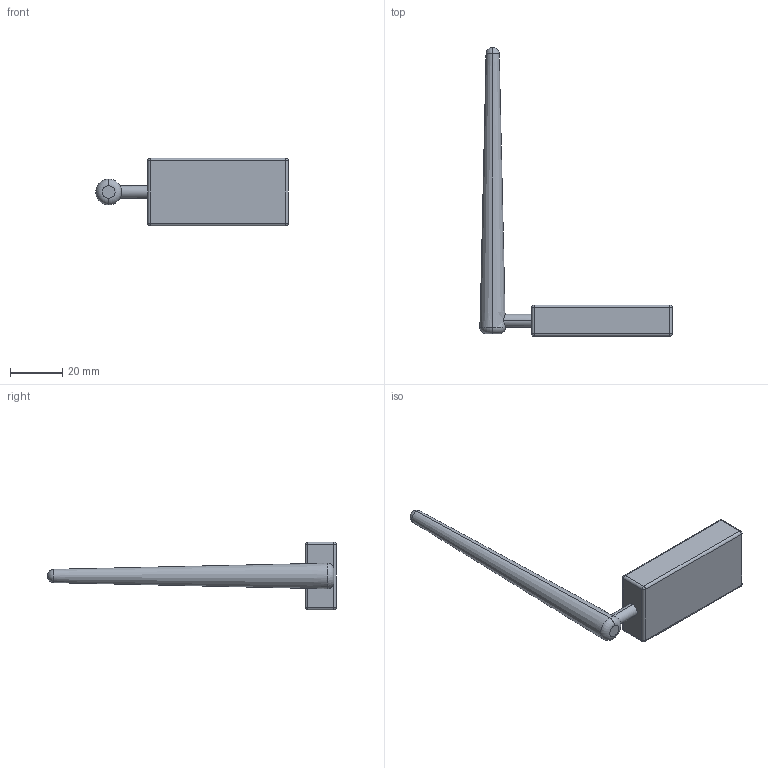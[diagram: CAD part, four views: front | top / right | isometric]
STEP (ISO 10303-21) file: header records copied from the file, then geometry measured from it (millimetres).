
FILE_DESCRIPTION (( 'STEP AP203' ), '1' );
FILE_NAME ('telemetry.STEP', '2022-07-07T03:51:46', ( '' ), ( '' ), 'SwSTEP 2.0', 'SolidWorks 2020', '' );
FILE_SCHEMA (( 'CONFIG_CONTROL_DESIGN' ));
Length unit declared in the file: millimetre
Products named in the file (1): telemetry
Bounding box: 73.94 x 111 x 26 mm (x, y, z)
Volume: 21934.6 mm3; surface area: 7363.6 mm2
Topology: 1 solids, 1 shells, 52 faces, 120 edges, 65 vertices
Faces by surface type: cylinder 23, plane 15, sphere 8, torus 4, cone 2
Entity records: 1535 total; most frequent: CARTESIAN_POINT 293, DIRECTION 272, ORIENTED_EDGE 224, EDGE_CURVE 112, AXIS2_PLACEMENT_3D 110, VERTEX_POINT 65, CIRCLE 57, EDGE_LOOP 55
